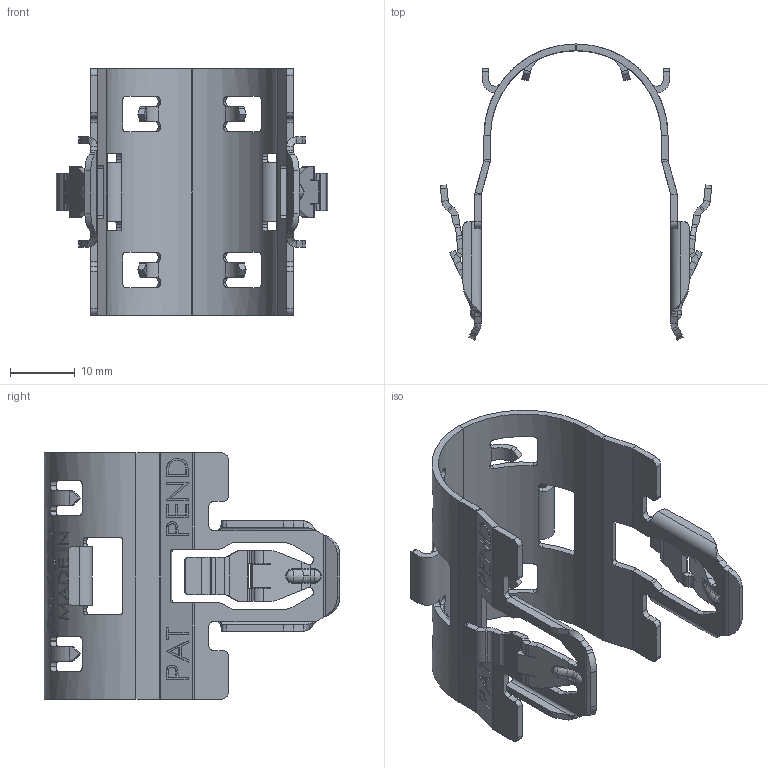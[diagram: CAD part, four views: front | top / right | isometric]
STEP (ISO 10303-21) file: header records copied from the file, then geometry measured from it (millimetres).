
FILE_DESCRIPTION (( 'STEP AP203' ), '1' );
FILE_NAME ('CC-34R.STEP', '2021-01-14T04:26:57', ( '' ), ( '' ), 'SwSTEP 2.0', 'SolidWorks 2019', '' );
FILE_SCHEMA (( 'CONFIG_CONTROL_DESIGN' ));
Length unit declared in the file: millimetre
Products named in the file (1): CC-34R
Bounding box: 41.85 x 45.61 x 38 mm (x, y, z)
Volume: 2955.1 mm3; surface area: 6786 mm2
Topology: 1 solids, 1 shells, 944 faces, 2432 edges, 1528 vertices
Faces by surface type: plane 495, cylinder 245, bspline 170, torus 26, sphere 8
Entity records: 41188 total; most frequent: CARTESIAN_POINT 19630, ORIENTED_EDGE 4864, DIRECTION 3790, EDGE_CURVE 2432, VERTEX_POINT 1528, VECTOR 1304, LINE 1304, AXIS2_PLACEMENT_3D 1243
